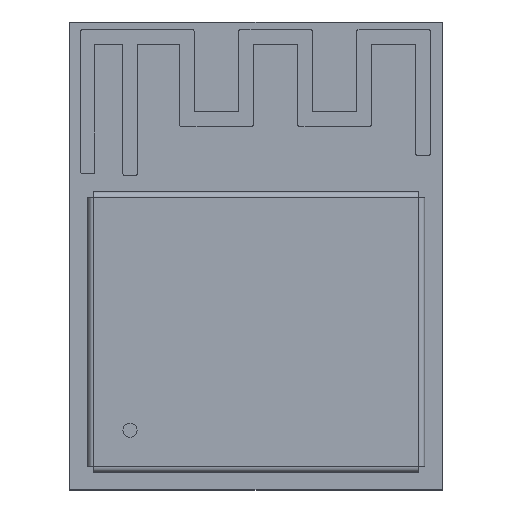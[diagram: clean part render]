
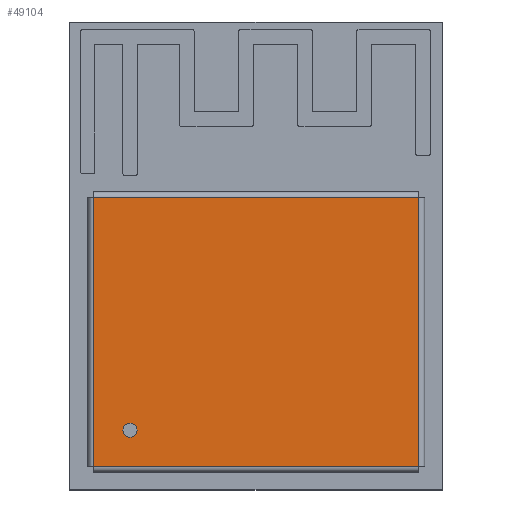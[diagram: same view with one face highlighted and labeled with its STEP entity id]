
A CAD part, top view. The second image highlights one B-rep face of the part: STEP entity #49104.
In plain terms, the highlighted face is planar.
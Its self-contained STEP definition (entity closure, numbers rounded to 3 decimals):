
#1652 = FACE_OUTER_BOUND ( 'NONE', #19537, .T. ) ;
#2202 = AXIS2_PLACEMENT_3D ( 'NONE', #43815, #28147, #16185 ) ;
#3251 = VECTOR ( 'NONE', #27483, 1000. ) ;
#3393 = VERTEX_POINT ( 'NONE', #26203 ) ;
#4674 = AXIS2_PLACEMENT_3D ( 'NONE', #21159, #37324, #37588 ) ;
#7095 = EDGE_CURVE ( 'NONE', #42685, #3393, #27571, .T. ) ;
#7286 = EDGE_CURVE ( 'NONE', #12452, #48022, #36948, .T. ) ;
#9373 = DIRECTION ( 'NONE',  ( 1., 0., 0. ) ) ;
#9667 = CARTESIAN_POINT ( 'NONE',  ( 5.775, 1.6, 0. ) ) ;
#10128 = CARTESIAN_POINT ( 'NONE',  ( -5.775, 1.6, 4.775 ) ) ;
#11548 = LINE ( 'NONE', #27971, #3251 ) ;
#12452 = VERTEX_POINT ( 'NONE', #10128 ) ;
#13096 = VECTOR ( 'NONE', #9373, 1000. ) ;
#13965 = ORIENTED_EDGE ( 'NONE', *, *, #34167, .T. ) ;
#14661 = LINE ( 'NONE', #9667, #48214 ) ;
#16185 = DIRECTION ( 'NONE',  ( 0., 0., 1. ) ) ;
#16573 = CIRCLE ( 'NONE', #2202, 0.25 ) ;
#16926 = CARTESIAN_POINT ( 'NONE',  ( -5.775, 1.6, 0. ) ) ;
#17434 = ORIENTED_EDGE ( 'NONE', *, *, #7095, .T. ) ;
#18530 = AXIS2_PLACEMENT_3D ( 'NONE', #22360, #29777, #25820 ) ;
#19537 = EDGE_LOOP ( 'NONE', ( #24508, #40428, #13965, #35874 ) ) ;
#21159 = CARTESIAN_POINT ( 'NONE',  ( -4.475, 1.6, 3.475 ) ) ;
#22360 = CARTESIAN_POINT ( 'NONE',  ( 0., 1.6, 0. ) ) ;
#24508 = ORIENTED_EDGE ( 'NONE', *, *, #7286, .T. ) ;
#24676 = DIRECTION ( 'NONE',  ( 0., 0., 1. ) ) ;
#24751 = EDGE_LOOP ( 'NONE', ( #48338, #17434 ) ) ;
#25820 = DIRECTION ( 'NONE',  ( 0., 0., 1. ) ) ;
#26203 = CARTESIAN_POINT ( 'NONE',  ( -4.475, 1.6, 3.725 ) ) ;
#26599 = FACE_BOUND ( 'NONE', #24751, .T. ) ;
#27483 = DIRECTION ( 'NONE',  ( -1., 0., 0. ) ) ;
#27571 = CIRCLE ( 'NONE', #4674, 0.25 ) ;
#27971 = CARTESIAN_POINT ( 'NONE',  ( 0., 1.6, -4.775 ) ) ;
#28147 = DIRECTION ( 'NONE',  ( 0., -1., 0. ) ) ;
#29501 = CARTESIAN_POINT ( 'NONE',  ( 0., 1.6, 4.775 ) ) ;
#29777 = DIRECTION ( 'NONE',  ( 0., 1., 0. ) ) ;
#32573 = LINE ( 'NONE', #16926, #34408 ) ;
#34167 = EDGE_CURVE ( 'NONE', #48857, #46548, #11548, .T. ) ;
#34408 = VECTOR ( 'NONE', #24676, 1000. ) ;
#35874 = ORIENTED_EDGE ( 'NONE', *, *, #50485, .T. ) ;
#36948 = LINE ( 'NONE', #29501, #13096 ) ;
#37324 = DIRECTION ( 'NONE',  ( 0., -1., 0. ) ) ;
#37588 = DIRECTION ( 'NONE',  ( 0., 0., 1. ) ) ;
#39248 = CARTESIAN_POINT ( 'NONE',  ( 5.775, 1.6, 4.775 ) ) ;
#40156 = EDGE_CURVE ( 'NONE', #3393, #42685, #16573, .T. ) ;
#40428 = ORIENTED_EDGE ( 'NONE', *, *, #49134, .T. ) ;
#42685 = VERTEX_POINT ( 'NONE', #50817 ) ;
#42790 = PLANE ( 'NONE',  #18530 ) ;
#43057 = DIRECTION ( 'NONE',  ( 0., 0., -1. ) ) ;
#43815 = CARTESIAN_POINT ( 'NONE',  ( -4.475, 1.6, 3.475 ) ) ;
#46548 = VERTEX_POINT ( 'NONE', #46566 ) ;
#46566 = CARTESIAN_POINT ( 'NONE',  ( -5.775, 1.6, -4.775 ) ) ;
#48022 = VERTEX_POINT ( 'NONE', #39248 ) ;
#48214 = VECTOR ( 'NONE', #43057, 1000. ) ;
#48338 = ORIENTED_EDGE ( 'NONE', *, *, #40156, .T. ) ;
#48857 = VERTEX_POINT ( 'NONE', #51568 ) ;
#49104 = ADVANCED_FACE ( 'NONE', ( #26599, #1652 ), #42790, .T. ) ;
#49134 = EDGE_CURVE ( 'NONE', #48022, #48857, #14661, .T. ) ;
#50485 = EDGE_CURVE ( 'NONE', #46548, #12452, #32573, .T. ) ;
#50817 = CARTESIAN_POINT ( 'NONE',  ( -4.475, 1.6, 3.225 ) ) ;
#51568 = CARTESIAN_POINT ( 'NONE',  ( 5.775, 1.6, -4.775 ) ) ;
